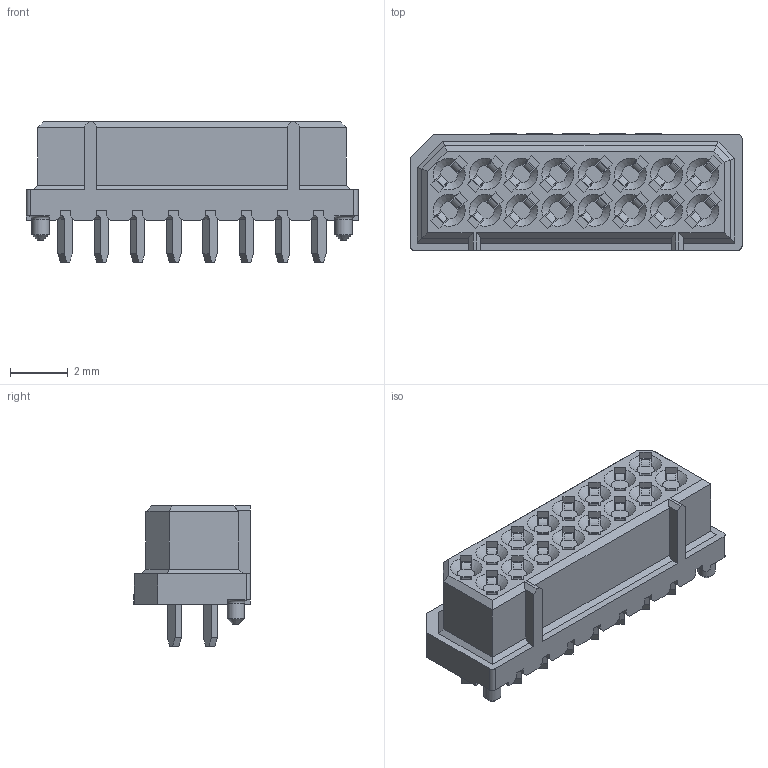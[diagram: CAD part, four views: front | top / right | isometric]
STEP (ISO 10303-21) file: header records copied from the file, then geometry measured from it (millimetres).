
FILE_DESCRIPTION( ('This file contains a STEP AP42 implementation' ,'as created by ZW3D STEP Interface translator.') ,'2;1' );
FILE_NAME( '3651-S016-034XXR03.stp' ,'241031.172353', (''), ('ZWCAD Software Co.'), 'Version 1.0', 'ZW3D to STEP translator', '' );
FILE_SCHEMA(('AUTOMOTIVE_DESIGN { 1 0 10303 214 1 1 1 1 }'));
Length unit declared in the file: millimetre
Products named in the file (2): 0; 3651-S016-034XXR03
Bounding box: 11.45 x 4.03 x 4.85 mm (x, y, z)
Volume: 121.9 mm3; surface area: 270.5 mm2
Topology: 1 solids, 1 shells, 913 faces, 2373 edges, 1526 vertices
Faces by surface type: plane 743, cylinder 117, cone 50, bspline 3
Full cylindrical faces by diameter (mm): 0.6 x2
Entity records: 28701 total; most frequent: CARTESIAN_POINT 5297, ORIENTED_EDGE 4746, DIRECTION 4448, EDGE_CURVE 2373, VECTOR 1982, LINE 1982, VERTEX_POINT 1526, AXIS2_PLACEMENT_3D 1233
